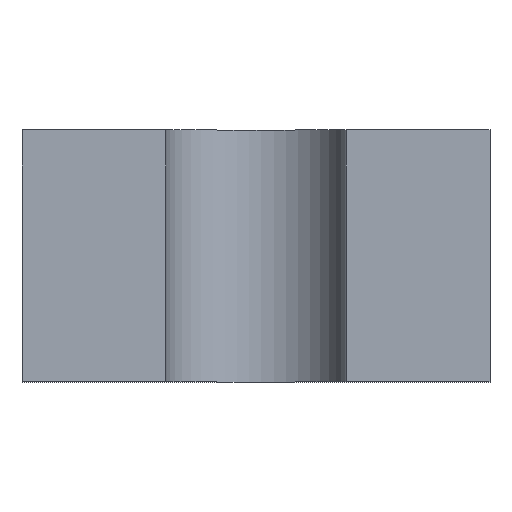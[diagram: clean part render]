
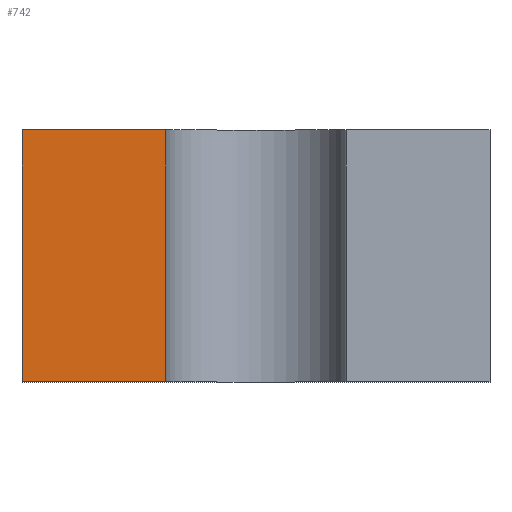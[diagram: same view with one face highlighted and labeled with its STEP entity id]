
A CAD part, top view. The second image highlights one B-rep face of the part: STEP entity #742.
In plain terms, the highlighted planar face has unit normal (0, 0, 1).
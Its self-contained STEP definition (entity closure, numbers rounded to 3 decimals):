
#282 = PLANE('',#283);
#283 = AXIS2_PLACEMENT_3D('',#284,#285,#286);
#284 = CARTESIAN_POINT('',(345.68,361.29,
    60.555));
#285 = DIRECTION('',(-1.,0.,0.));
#286 = DIRECTION('',(0.,-1.,0.));
#380 = PLANE('',#381);
#381 = AXIS2_PLACEMENT_3D('',#382,#383,#384);
#382 = CARTESIAN_POINT('',(347.115,362.045,
    60.55));
#383 = DIRECTION('',(0.,-1.,0.));
#384 = DIRECTION('',(-1.,0.,0.));
#614 = VERTEX_POINT('',#615);
#615 = CARTESIAN_POINT('',(345.88,362.045,
    59.807));
#633 = ( BOUNDED_SURFACE() B_SPLINE_SURFACE(1,2,(
    (#634,#635,#636,#637,#638,#639,#640,#641,#642)
    ,(#643,#644,#645,#646,#647,#648,#649,#650,#651
)),.UNSPECIFIED.,.F.,.T.,.F.) B_SPLINE_SURFACE_WITH_KNOTS((2,2),(1,2,2,2
    ,2,2,1),(0.,0.66),(-1.571,0.,1.571,
    3.142,4.712,6.283,7.854),
.UNSPECIFIED.) GEOMETRIC_REPRESENTATION_ITEM() RATIONAL_B_SPLINE_SURFACE
((
    (1.,0.707,1.,0.707,1.,0.707,1.
      ,0.707,1.)
    ,(1.,0.707,1.,0.707,1.,0.707,1.
,0.707,1.))) REPRESENTATION_ITEM('') SURFACE() );
#634 = CARTESIAN_POINT('',(346.005,362.55,
    59.932));
#635 = CARTESIAN_POINT('',(345.88,362.55,
    59.932));
#636 = CARTESIAN_POINT('',(345.88,362.55,
    59.807));
#637 = CARTESIAN_POINT('',(345.88,362.55,
    59.682));
#638 = CARTESIAN_POINT('',(346.005,362.55,
    59.682));
#639 = CARTESIAN_POINT('',(346.13,362.55,
    59.682));
#640 = CARTESIAN_POINT('',(346.13,362.55,
    59.807));
#641 = CARTESIAN_POINT('',(346.13,362.55,
    59.932));
#642 = CARTESIAN_POINT('',(346.005,362.55,
    59.932));
#643 = CARTESIAN_POINT('',(346.005,361.89,
    59.932));
#644 = CARTESIAN_POINT('',(345.88,361.89,
    59.932));
#645 = CARTESIAN_POINT('',(345.88,361.89,
    59.807));
#646 = CARTESIAN_POINT('',(345.88,361.89,
    59.682));
#647 = CARTESIAN_POINT('',(346.005,361.89,
    59.682));
#648 = CARTESIAN_POINT('',(346.13,361.89,
    59.682));
#649 = CARTESIAN_POINT('',(346.13,361.89,
    59.807));
#650 = CARTESIAN_POINT('',(346.13,361.89,
    59.932));
#651 = CARTESIAN_POINT('',(346.005,361.89,
    59.932));
#681 = EDGE_CURVE('',#614,#682,#684,.T.);
#682 = VERTEX_POINT('',#683);
#683 = CARTESIAN_POINT('',(345.68,362.045,
    59.807));
#684 = SURFACE_CURVE('',#685,(#688,#694),.PCURVE_S1.);
#685 = B_SPLINE_CURVE_WITH_KNOTS('',1,(#686,#687),.UNSPECIFIED.,.F.,.F.,
  (2,2),(-0.2,0.),.PIECEWISE_BEZIER_KNOTS.);
#686 = CARTESIAN_POINT('',(345.88,362.045,
    59.807));
#687 = CARTESIAN_POINT('',(345.68,362.045,
    59.807));
#688 = PCURVE('',#380,#689);
#689 = DEFINITIONAL_REPRESENTATION('',(#690),#693);
#690 = B_SPLINE_CURVE_WITH_KNOTS('',1,(#691,#692),.UNSPECIFIED.,.F.,.F.,
  (2,2),(-0.2,0.),.PIECEWISE_BEZIER_KNOTS.);
#691 = CARTESIAN_POINT('',(1.235,0.743));
#692 = CARTESIAN_POINT('',(1.435,0.743));
#693 = ( GEOMETRIC_REPRESENTATION_CONTEXT(2) 
PARAMETRIC_REPRESENTATION_CONTEXT() REPRESENTATION_CONTEXT('2D SPACE',''
  ) );
#694 = PCURVE('',#695,#700);
#695 = PLANE('',#696);
#696 = AXIS2_PLACEMENT_3D('',#697,#698,#699);
#697 = CARTESIAN_POINT('',(346.62,361.29,
    59.807));
#698 = DIRECTION('',(0.,0.,1.));
#699 = DIRECTION('',(0.,1.,0.));
#700 = DEFINITIONAL_REPRESENTATION('',(#701),#704);
#701 = B_SPLINE_CURVE_WITH_KNOTS('',1,(#702,#703),.UNSPECIFIED.,.F.,.F.,
  (2,2),(-0.2,0.),.PIECEWISE_BEZIER_KNOTS.);
#702 = CARTESIAN_POINT('',(0.755,0.74));
#703 = CARTESIAN_POINT('',(0.755,0.94));
#704 = ( GEOMETRIC_REPRESENTATION_CONTEXT(2) 
PARAMETRIC_REPRESENTATION_CONTEXT() REPRESENTATION_CONTEXT('2D SPACE',''
  ) );
#742 = ADVANCED_FACE('',(#743),#695,.T.);
#743 = FACE_BOUND('',#744,.T.);
#744 = EDGE_LOOP('',(#745,#746,#789,#814));
#745 = ORIENTED_EDGE('',*,*,#681,.F.);
#746 = ORIENTED_EDGE('',*,*,#747,.T.);
#747 = EDGE_CURVE('',#614,#748,#750,.T.);
#748 = VERTEX_POINT('',#749);
#749 = CARTESIAN_POINT('',(345.88,362.395,
    59.807));
#750 = SURFACE_CURVE('',#751,(#754,#760),.PCURVE_S1.);
#751 = B_SPLINE_CURVE_WITH_KNOTS('',1,(#752,#753),.UNSPECIFIED.,.F.,.F.,
  (2,2),(0.,0.35),.PIECEWISE_BEZIER_KNOTS.);
#752 = CARTESIAN_POINT('',(345.88,362.045,
    59.807));
#753 = CARTESIAN_POINT('',(345.88,362.395,
    59.807));
#754 = PCURVE('',#695,#755);
#755 = DEFINITIONAL_REPRESENTATION('',(#756),#759);
#756 = B_SPLINE_CURVE_WITH_KNOTS('',1,(#757,#758),.UNSPECIFIED.,.F.,.F.,
  (2,2),(0.,0.35),.PIECEWISE_BEZIER_KNOTS.);
#757 = CARTESIAN_POINT('',(0.755,0.74));
#758 = CARTESIAN_POINT('',(1.105,0.74));
#759 = ( GEOMETRIC_REPRESENTATION_CONTEXT(2) 
PARAMETRIC_REPRESENTATION_CONTEXT() REPRESENTATION_CONTEXT('2D SPACE',''
  ) );
#760 = PCURVE('',#633,#761);
#761 = DEFINITIONAL_REPRESENTATION('',(#762),#788);
#762 = B_SPLINE_CURVE_WITH_KNOTS('',3,(#763,#764,#765,#766,#767,#768,
    #769,#770,#771,#772,#773,#774,#775,#776,#777,#778,#779,#780,#781,
    #782,#783,#784,#785,#786,#787),.UNSPECIFIED.,.F.,.F.,(4,1,1,1,1,1,1,
    1,1,1,1,1,1,1,1,1,1,1,1,1,1,1,4),(0.,0.016,
    0.032,0.048,0.064,
    0.08,0.095,0.111,0.127,
    0.143,0.159,0.175,0.191,0.207,
    0.223,0.239,0.255,0.27,
    0.286,0.302,0.318,0.334,0.35),
  .QUASI_UNIFORM_KNOTS.);
#763 = CARTESIAN_POINT('',(0.505,1.571));
#764 = CARTESIAN_POINT('',(0.5,1.571));
#765 = CARTESIAN_POINT('',(0.489,1.571));
#766 = CARTESIAN_POINT('',(0.473,1.571));
#767 = CARTESIAN_POINT('',(0.457,1.571));
#768 = CARTESIAN_POINT('',(0.441,1.571));
#769 = CARTESIAN_POINT('',(0.425,1.571));
#770 = CARTESIAN_POINT('',(0.41,1.571));
#771 = CARTESIAN_POINT('',(0.394,1.571));
#772 = CARTESIAN_POINT('',(0.378,1.571));
#773 = CARTESIAN_POINT('',(0.362,1.571));
#774 = CARTESIAN_POINT('',(0.346,1.571));
#775 = CARTESIAN_POINT('',(0.33,1.571));
#776 = CARTESIAN_POINT('',(0.314,1.571));
#777 = CARTESIAN_POINT('',(0.298,1.571));
#778 = CARTESIAN_POINT('',(0.282,1.571));
#779 = CARTESIAN_POINT('',(0.266,1.571));
#780 = CARTESIAN_POINT('',(0.25,1.571));
#781 = CARTESIAN_POINT('',(0.235,1.571));
#782 = CARTESIAN_POINT('',(0.219,1.571));
#783 = CARTESIAN_POINT('',(0.203,1.571));
#784 = CARTESIAN_POINT('',(0.187,1.571));
#785 = CARTESIAN_POINT('',(0.171,1.571));
#786 = CARTESIAN_POINT('',(0.16,1.571));
#787 = CARTESIAN_POINT('',(0.155,1.571));
#788 = ( GEOMETRIC_REPRESENTATION_CONTEXT(2) 
PARAMETRIC_REPRESENTATION_CONTEXT() REPRESENTATION_CONTEXT('2D SPACE',''
  ) );
#789 = ORIENTED_EDGE('',*,*,#790,.T.);
#790 = EDGE_CURVE('',#748,#791,#793,.T.);
#791 = VERTEX_POINT('',#792);
#792 = CARTESIAN_POINT('',(345.68,362.395,
    59.807));
#793 = SURFACE_CURVE('',#794,(#797,#803),.PCURVE_S1.);
#794 = B_SPLINE_CURVE_WITH_KNOTS('',1,(#795,#796),.UNSPECIFIED.,.F.,.F.,
  (2,2),(0.,0.2),.PIECEWISE_BEZIER_KNOTS.);
#795 = CARTESIAN_POINT('',(345.88,362.395,
    59.807));
#796 = CARTESIAN_POINT('',(345.68,362.395,
    59.807));
#797 = PCURVE('',#695,#798);
#798 = DEFINITIONAL_REPRESENTATION('',(#799),#802);
#799 = B_SPLINE_CURVE_WITH_KNOTS('',1,(#800,#801),.UNSPECIFIED.,.F.,.F.,
  (2,2),(0.,0.2),.PIECEWISE_BEZIER_KNOTS.);
#800 = CARTESIAN_POINT('',(1.105,0.74));
#801 = CARTESIAN_POINT('',(1.105,0.94));
#802 = ( GEOMETRIC_REPRESENTATION_CONTEXT(2) 
PARAMETRIC_REPRESENTATION_CONTEXT() REPRESENTATION_CONTEXT('2D SPACE',''
  ) );
#803 = PCURVE('',#804,#809);
#804 = PLANE('',#805);
#805 = AXIS2_PLACEMENT_3D('',#806,#807,#808);
#806 = CARTESIAN_POINT('',(347.115,362.395,
    60.555));
#807 = DIRECTION('',(0.,1.,0.));
#808 = DIRECTION('',(1.,0.,0.));
#809 = DEFINITIONAL_REPRESENTATION('',(#810),#813);
#810 = B_SPLINE_CURVE_WITH_KNOTS('',1,(#811,#812),.UNSPECIFIED.,.F.,.F.,
  (2,2),(0.,0.2),.PIECEWISE_BEZIER_KNOTS.);
#811 = CARTESIAN_POINT('',(-1.235,0.748));
#812 = CARTESIAN_POINT('',(-1.435,0.748));
#813 = ( GEOMETRIC_REPRESENTATION_CONTEXT(2) 
PARAMETRIC_REPRESENTATION_CONTEXT() REPRESENTATION_CONTEXT('2D SPACE',''
  ) );
#814 = ORIENTED_EDGE('',*,*,#815,.T.);
#815 = EDGE_CURVE('',#791,#682,#816,.T.);
#816 = SURFACE_CURVE('',#817,(#820,#826),.PCURVE_S1.);
#817 = B_SPLINE_CURVE_WITH_KNOTS('',1,(#818,#819),.UNSPECIFIED.,.F.,.F.,
  (2,2),(-0.35,0.),.PIECEWISE_BEZIER_KNOTS.);
#818 = CARTESIAN_POINT('',(345.68,362.395,
    59.807));
#819 = CARTESIAN_POINT('',(345.68,362.045,
    59.807));
#820 = PCURVE('',#695,#821);
#821 = DEFINITIONAL_REPRESENTATION('',(#822),#825);
#822 = B_SPLINE_CURVE_WITH_KNOTS('',1,(#823,#824),.UNSPECIFIED.,.F.,.F.,
  (2,2),(-0.35,0.),.PIECEWISE_BEZIER_KNOTS.);
#823 = CARTESIAN_POINT('',(1.105,0.94));
#824 = CARTESIAN_POINT('',(0.755,0.94));
#825 = ( GEOMETRIC_REPRESENTATION_CONTEXT(2) 
PARAMETRIC_REPRESENTATION_CONTEXT() REPRESENTATION_CONTEXT('2D SPACE',''
  ) );
#826 = PCURVE('',#282,#827);
#827 = DEFINITIONAL_REPRESENTATION('',(#828),#831);
#828 = B_SPLINE_CURVE_WITH_KNOTS('',1,(#829,#830),.UNSPECIFIED.,.F.,.F.,
  (2,2),(-0.35,0.),.PIECEWISE_BEZIER_KNOTS.);
#829 = CARTESIAN_POINT('',(-1.105,-0.748));
#830 = CARTESIAN_POINT('',(-0.755,-0.748));
#831 = ( GEOMETRIC_REPRESENTATION_CONTEXT(2) 
PARAMETRIC_REPRESENTATION_CONTEXT() REPRESENTATION_CONTEXT('2D SPACE',''
  ) );
